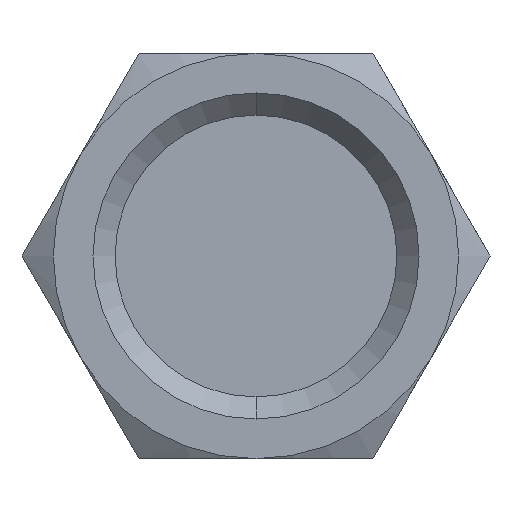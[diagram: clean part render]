
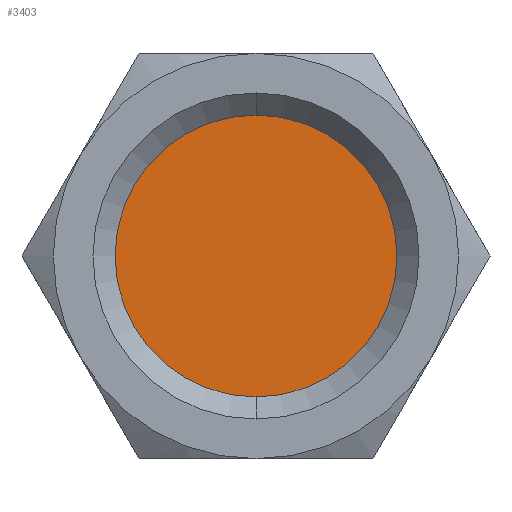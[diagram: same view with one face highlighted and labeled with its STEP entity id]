
A CAD part, front view. The second image highlights one B-rep face of the part: STEP entity #3403.
In plain terms, the highlighted planar face has unit normal (0, -1, 0).
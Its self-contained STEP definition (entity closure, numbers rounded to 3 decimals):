
#2604 = CIRCLE ( 'NONE', #4424, 7.65 ) ;
#2626 = CIRCLE ( 'NONE', #13409, 7.65 ) ;
#3403 = ADVANCED_FACE ( 'NONE', ( #14649 ), #14815, .T. ) ;
#3798 = CARTESIAN_POINT ( 'NONE',  ( 0., 1.722, 0. ) ) ;
#3799 = DIRECTION ( 'NONE',  ( 0., 1., 0. ) ) ;
#3800 = DIRECTION ( 'NONE',  ( 0., 0., -1. ) ) ;
#4202 = CARTESIAN_POINT ( 'NONE',  ( 0., 1.722, 7.65 ) ) ;
#4424 = AXIS2_PLACEMENT_3D ( 'NONE', #17037, #17038, #17039 ) ;
#5887 = ORIENTED_EDGE ( 'NONE', *, *, #17208, .F. ) ;
#5888 = ORIENTED_EDGE ( 'NONE', *, *, #12648, .F. ) ;
#5891 = VERTEX_POINT ( 'NONE', #16622 ) ;
#12648 = EDGE_CURVE ( 'NONE', #20866, #5891, #2604, .T. ) ;
#13409 = AXIS2_PLACEMENT_3D ( 'NONE', #3798, #3799, #3800 ) ;
#14649 = FACE_OUTER_BOUND ( 'NONE', #14991, .T. ) ;
#14815 = PLANE ( 'NONE',  #15446 ) ;
#14823 = CARTESIAN_POINT ( 'NONE',  ( 0., 1.722, 0. ) ) ;
#14824 = DIRECTION ( 'NONE',  ( 0., -1., 0. ) ) ;
#14825 = DIRECTION ( 'NONE',  ( 0., 0., -1. ) ) ;
#14991 = EDGE_LOOP ( 'NONE', ( #5887, #5888 ) ) ;
#15446 = AXIS2_PLACEMENT_3D ( 'NONE', #14823, #14824, #14825 ) ;
#16622 = CARTESIAN_POINT ( 'NONE',  ( 0., 1.722, -7.65 ) ) ;
#17037 = CARTESIAN_POINT ( 'NONE',  ( 0., 1.722, 0. ) ) ;
#17038 = DIRECTION ( 'NONE',  ( 0., 1., 0. ) ) ;
#17039 = DIRECTION ( 'NONE',  ( 0., 0., -1. ) ) ;
#17208 = EDGE_CURVE ( 'NONE', #5891, #20866, #2626, .T. ) ;
#20866 = VERTEX_POINT ( 'NONE', #4202 ) ;
